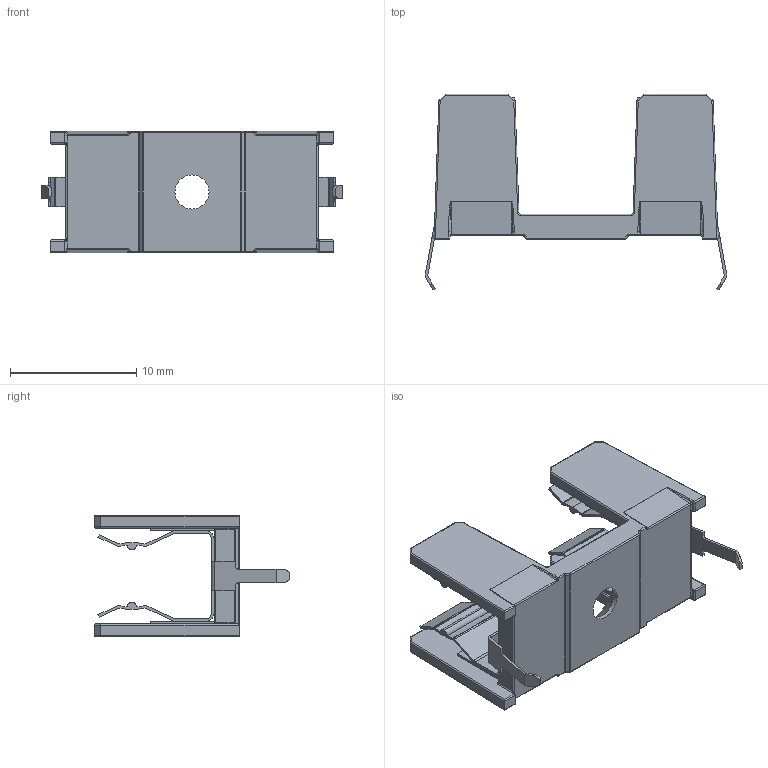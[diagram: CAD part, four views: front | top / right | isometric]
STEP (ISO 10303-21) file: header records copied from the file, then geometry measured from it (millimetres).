
FILE_DESCRIPTION (( 'STEP AP214' ), '1' );
FILE_NAME ('65600001009.STEP', '2021-06-08T10:19:48', ( '' ), ( '' ), 'SwSTEP 2.0', 'SolidWorks 2018', '' );
FILE_SCHEMA (( 'AUTOMOTIVE_DESIGN' ));
Length unit declared in the file: millimetre
Products named in the file (1): 65600001009
Bounding box: 23.92 x 15.5 x 9.6 mm (x, y, z)
Volume: 640.2 mm3; surface area: 1825.8 mm2
Topology: 7 solids, 7 shells, 398 faces, 986 edges, 578 vertices
Faces by surface type: cylinder 194, plane 138, bspline 24, sphere 24, torus 16, cone 2
Entity records: 16506 total; most frequent: CARTESIAN_POINT 2911, DIRECTION 1934, ORIENTED_EDGE 1924, EDGE_CURVE 962, AXIS2_PLACEMENT_3D 685, VERTEX_POINT 578, VECTOR 564, LINE 564
